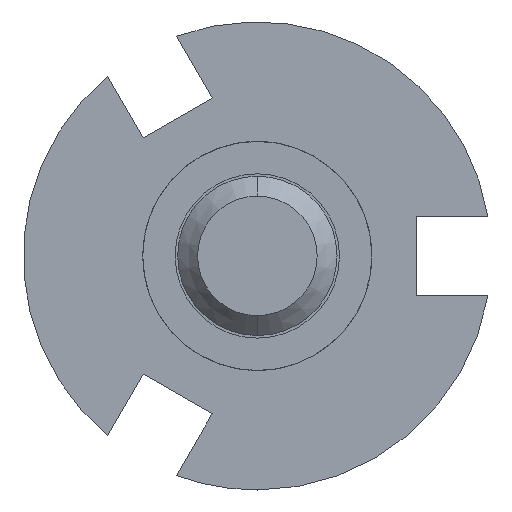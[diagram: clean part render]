
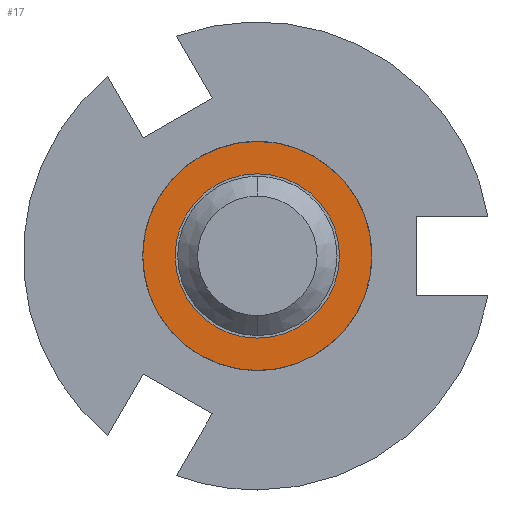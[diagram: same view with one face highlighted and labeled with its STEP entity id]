
A CAD part, front view. The second image highlights one B-rep face of the part: STEP entity #17.
In plain terms, the highlighted planar face has unit normal (0, -1, 0).
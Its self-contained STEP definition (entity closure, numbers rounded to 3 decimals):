
#17 = ADVANCED_FACE ( 'Defeature ausgef�hrt4_17', ( #4029, #361 ), #1591, .F. ) ;
#31 = CARTESIAN_POINT ( 'NONE',  ( 0., -1.5, 0. ) ) ;
#56 = DIRECTION ( 'NONE',  ( 0., 0., 1. ) ) ;
#191 = DIRECTION ( 'NONE',  ( 0., 1., 0. ) ) ;
#302 = EDGE_CURVE ( 'Defeature ausgef�hrt4_17+Defeature ausgef�hrt4_16+Defeature ausgef�hrt4_16+Defeature ausgef�hrt4_16', #2044, #3598, #575, .T. ) ;
#361 = FACE_BOUND ( 'NONE', #434, .T. ) ;
#434 = EDGE_LOOP ( 'NONE', ( #2870, #933 ) ) ;
#492 = AXIS2_PLACEMENT_3D ( 'NONE', #2313, #2685, #3777 ) ;
#550 = AXIS2_PLACEMENT_3D ( 'NONE', #31, #1789, #56 ) ;
#575 = CIRCLE ( 'NONE', #492, 0.825 ) ;
#629 = CIRCLE ( 'NONE', #760, 1.15 ) ;
#760 = AXIS2_PLACEMENT_3D ( 'NONE', #2589, #2220, #1505 ) ;
#840 = CARTESIAN_POINT ( 'NONE',  ( 0., -1.5, 0.825 ) ) ;
#885 = AXIS2_PLACEMENT_3D ( 'NONE', #1745, #3485, #4223 ) ;
#933 = ORIENTED_EDGE ( 'NONE', *, *, #4005, .T. ) ;
#992 = EDGE_LOOP ( 'NONE', ( #4094, #1389 ) ) ;
#1110 = EDGE_CURVE ( 'Defeature ausgef�hrt4_13+Defeature ausgef�hrt4_17+Defeature ausgef�hrt4_17+Defeature ausgef�hrt4_17', #1735, #2809, #3166, .T. ) ;
#1251 = CARTESIAN_POINT ( 'NONE',  ( 0.825, -1.5, 0. ) ) ;
#1389 = ORIENTED_EDGE ( 'NONE', *, *, #2491, .F. ) ;
#1505 = DIRECTION ( 'NONE',  ( 0., 0., 1. ) ) ;
#1591 = PLANE ( 'NONE',  #4385 ) ;
#1735 = VERTEX_POINT ( 'NONE', #3092 ) ;
#1745 = CARTESIAN_POINT ( 'NONE',  ( 0., -1.5, 0. ) ) ;
#1789 = DIRECTION ( 'NONE',  ( 0., 1., 0. ) ) ;
#2044 = VERTEX_POINT ( 'NONE', #840 ) ;
#2059 = CIRCLE ( 'NONE', #885, 0.825 ) ;
#2220 = DIRECTION ( 'NONE',  ( 0., 1., 0. ) ) ;
#2313 = CARTESIAN_POINT ( 'NONE',  ( 0., -1.5, 0. ) ) ;
#2491 = EDGE_CURVE ( 'Defeature ausgef�hrt4_13+Defeature ausgef�hrt4_17+Defeature ausgef�hrt4_17+Defeature ausgef�hrt4_17', #2809, #1735, #629, .T. ) ;
#2589 = CARTESIAN_POINT ( 'NONE',  ( 0., -1.5, 0. ) ) ;
#2685 = DIRECTION ( 'NONE',  ( 0., 1., 0. ) ) ;
#2809 = VERTEX_POINT ( 'NONE', #3320 ) ;
#2870 = ORIENTED_EDGE ( 'NONE', *, *, #302, .T. ) ;
#3039 = DIRECTION ( 'NONE',  ( 0., 0., 1. ) ) ;
#3092 = CARTESIAN_POINT ( 'NONE',  ( 0., -1.5, 1.15 ) ) ;
#3166 = CIRCLE ( 'NONE', #550, 1.15 ) ;
#3320 = CARTESIAN_POINT ( 'NONE',  ( 0., -1.5, -1.15 ) ) ;
#3485 = DIRECTION ( 'NONE',  ( 0., 1., 0. ) ) ;
#3598 = VERTEX_POINT ( 'NONE', #4288 ) ;
#3777 = DIRECTION ( 'NONE',  ( 0., 0., 1. ) ) ;
#4005 = EDGE_CURVE ( 'Defeature ausgef�hrt4_17+Defeature ausgef�hrt4_16+Defeature ausgef�hrt4_16+Defeature ausgef�hrt4_16', #3598, #2044, #2059, .T. ) ;
#4029 = FACE_OUTER_BOUND ( 'NONE', #992, .T. ) ;
#4094 = ORIENTED_EDGE ( 'NONE', *, *, #1110, .F. ) ;
#4223 = DIRECTION ( 'NONE',  ( 0., 0., 1. ) ) ;
#4288 = CARTESIAN_POINT ( 'NONE',  ( 0., -1.5, -0.825 ) ) ;
#4385 = AXIS2_PLACEMENT_3D ( 'NONE', #1251, #191, #3039 ) ;
